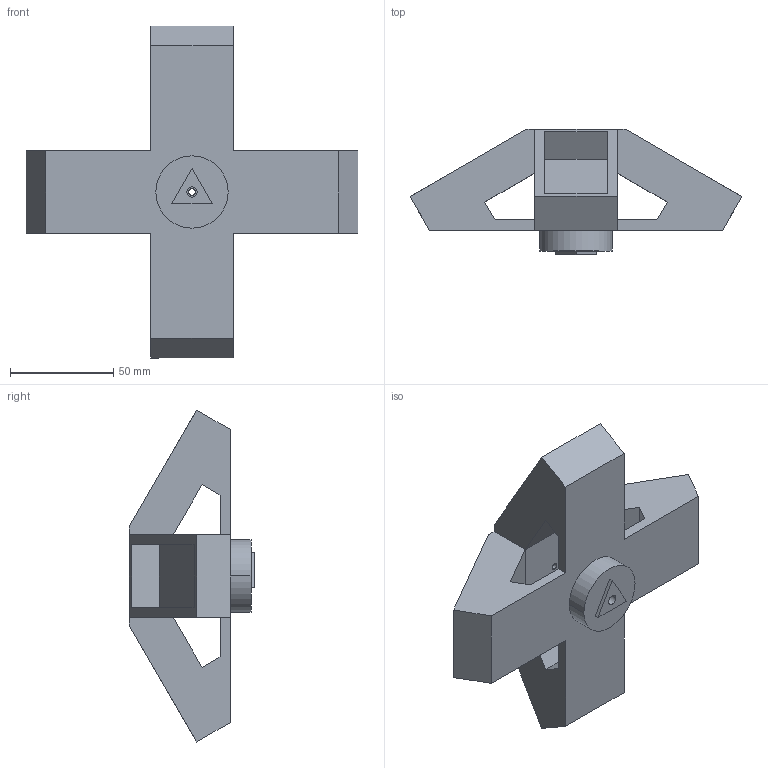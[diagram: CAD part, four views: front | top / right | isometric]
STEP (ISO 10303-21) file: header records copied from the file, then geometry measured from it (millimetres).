
FILE_DESCRIPTION (( 'STEP AP203' ), '1' );
FILE_NAME ('Holder_200x4_60_Default_sldprt.STEP', '2018-04-16T08:21:30', ( '' ), ( '' ), 'SwSTEP 2.0', 'SolidWorks 2016', '' );
FILE_SCHEMA (( 'CONFIG_CONTROL_DESIGN' ));
Length unit declared in the file: millimetre
Products named in the file (1): Holder_200x4_60_Default_sldprt
Bounding box: 160.58 x 60.89 x 160.58 mm (x, y, z)
Volume: 194189.9 mm3; surface area: 63352.4 mm2
Topology: 1 solids, 1 shells, 62 faces, 169 edges, 110 vertices
Faces by surface type: plane 54, cylinder 8
Entity records: 2022 total; most frequent: CARTESIAN_POINT 342, ORIENTED_EDGE 338, DIRECTION 311, EDGE_CURVE 169, LINE 153, VECTOR 153, VERTEX_POINT 110, AXIS2_PLACEMENT_3D 79
